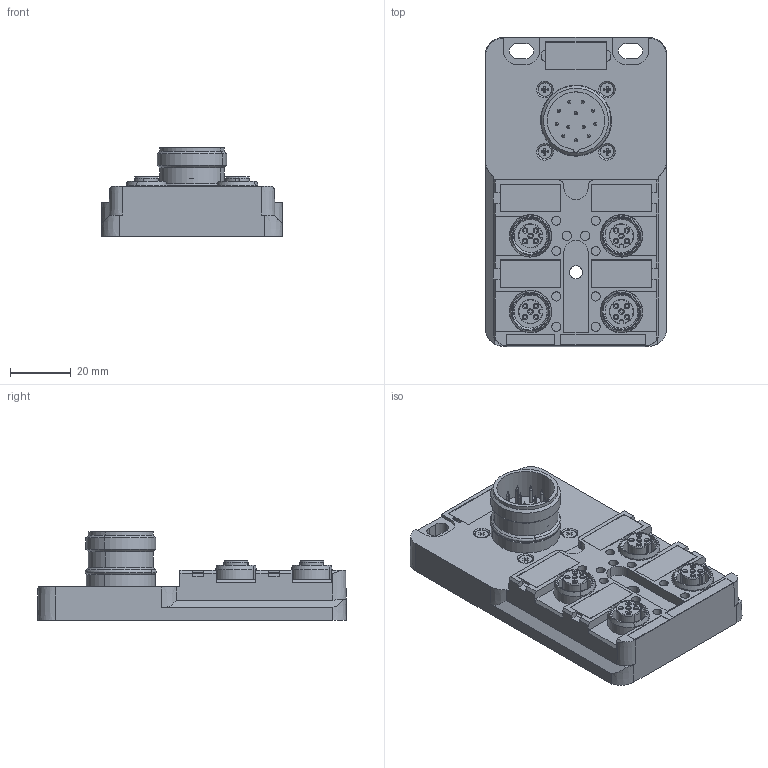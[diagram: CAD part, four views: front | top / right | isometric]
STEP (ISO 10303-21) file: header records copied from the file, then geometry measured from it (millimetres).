
FILE_DESCRIPTION(('CATIA V5 STEP Exchange','CAx-IF Rec.Pracs.--- Model Styling and Organization---1.4--- 2014-01-23'),'2;1');
FILE_NAME ('034116-2_1_9456000000_9456000000.stp','2020-01-13T11:36:53+00:00',('none'),('Weidmueller'),'CATIA Version 5-6 Release 2016 SP3 HF44','CATIA V5 STEP AP214','none');
FILE_SCHEMA(('AUTOMOTIVE_DESIGN { 1 0 10303 214 1 1 1 1 }'));
Length unit declared in the file: millimetre
Products named in the file (1): 9456000000
Bounding box: 60 x 102 x 29.2 mm (x, y, z)
Volume: 81815.2 mm3; surface area: 37582.5 mm2
Topology: 20 solids, 20 shells, 1308 faces, 3286 edges, 2084 vertices
Faces by surface type: plane 558, cylinder 444, cone 206, torus 76, sphere 24
Entity records: 35565 total; most frequent: CARTESIAN_POINT 6790, ORIENTED_EDGE 6476, DIRECTION 4676, EDGE_CURVE 3238, AXIS2_PLACEMENT_3D 2124, VERTEX_POINT 2084, VECTOR 1742, LINE 1742
